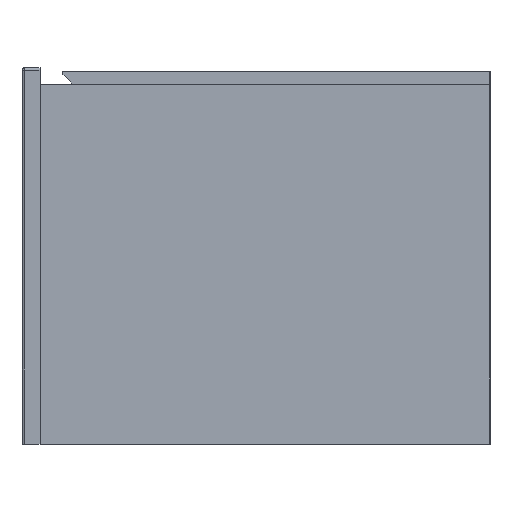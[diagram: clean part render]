
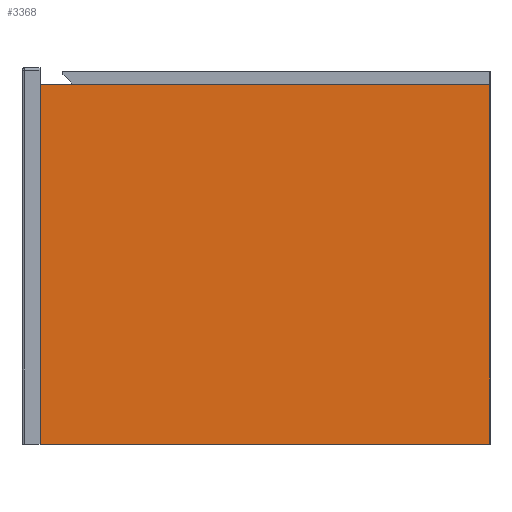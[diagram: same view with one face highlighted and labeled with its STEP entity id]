
A CAD part, left-side view. The second image highlights one B-rep face of the part: STEP entity #3368.
In plain terms, the highlighted planar face has unit normal (-1, 0, 0).
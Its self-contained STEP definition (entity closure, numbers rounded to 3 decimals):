
#45 = ORIENTED_EDGE ( 'NONE', *, *, #2316, .T. ) ;
#61 = CARTESIAN_POINT ( 'NONE',  ( -369., -275., 440. ) ) ;
#149 = VERTEX_POINT ( 'NONE', #3364 ) ;
#152 = DIRECTION ( 'NONE',  ( 0., 0., -1. ) ) ;
#358 = PLANE ( 'NONE',  #1797 ) ;
#374 = VECTOR ( 'NONE', #537, 1000. ) ;
#410 = CARTESIAN_POINT ( 'NONE',  ( -369., 275., 440. ) ) ;
#537 = DIRECTION ( 'NONE',  ( 0., 1., 0. ) ) ;
#613 = VECTOR ( 'NONE', #2227, 1000. ) ;
#682 = CARTESIAN_POINT ( 'NONE',  ( -369., 275., 0. ) ) ;
#863 = CARTESIAN_POINT ( 'NONE',  ( -369., -275., 0. ) ) ;
#893 = LINE ( 'NONE', #410, #2143 ) ;
#896 = CARTESIAN_POINT ( 'NONE',  ( -369., 275., 440. ) ) ;
#956 = VERTEX_POINT ( 'NONE', #1608 ) ;
#987 = EDGE_CURVE ( 'NONE', #149, #2860, #2173, .T. ) ;
#1153 = VERTEX_POINT ( 'NONE', #682 ) ;
#1351 = CARTESIAN_POINT ( 'NONE',  ( -369., 275., 440. ) ) ;
#1385 = CARTESIAN_POINT ( 'NONE',  ( -369., 275., 0. ) ) ;
#1589 = EDGE_CURVE ( 'NONE', #956, #1153, #893, .T. ) ;
#1608 = CARTESIAN_POINT ( 'NONE',  ( -369., 275., 440. ) ) ;
#1628 = ORIENTED_EDGE ( 'NONE', *, *, #2971, .F. ) ;
#1699 = ORIENTED_EDGE ( 'NONE', *, *, #1589, .T. ) ;
#1786 = DIRECTION ( 'NONE',  ( -1., 0., 0. ) ) ;
#1797 = AXIS2_PLACEMENT_3D ( 'NONE', #896, #1786, #3145 ) ;
#2032 = DIRECTION ( 'NONE',  ( 0., 0., -1. ) ) ;
#2143 = VECTOR ( 'NONE', #152, 1000. ) ;
#2173 = LINE ( 'NONE', #61, #3227 ) ;
#2227 = DIRECTION ( 'NONE',  ( 0., 1., 0. ) ) ;
#2316 = EDGE_CURVE ( 'NONE', #149, #956, #2638, .T. ) ;
#2638 = LINE ( 'NONE', #1351, #374 ) ;
#2860 = VERTEX_POINT ( 'NONE', #863 ) ;
#2888 = ORIENTED_EDGE ( 'NONE', *, *, #987, .F. ) ;
#2924 = EDGE_LOOP ( 'NONE', ( #1628, #2888, #45, #1699 ) ) ;
#2931 = LINE ( 'NONE', #1385, #613 ) ;
#2971 = EDGE_CURVE ( 'NONE', #2860, #1153, #2931, .T. ) ;
#3145 = DIRECTION ( 'NONE',  ( 0., -1., 0. ) ) ;
#3227 = VECTOR ( 'NONE', #2032, 1000. ) ;
#3272 = FACE_OUTER_BOUND ( 'NONE', #2924, .T. ) ;
#3364 = CARTESIAN_POINT ( 'NONE',  ( -369., -275., 440. ) ) ;
#3368 = ADVANCED_FACE ( 'NONE', ( #3272 ), #358, .T. ) ;
